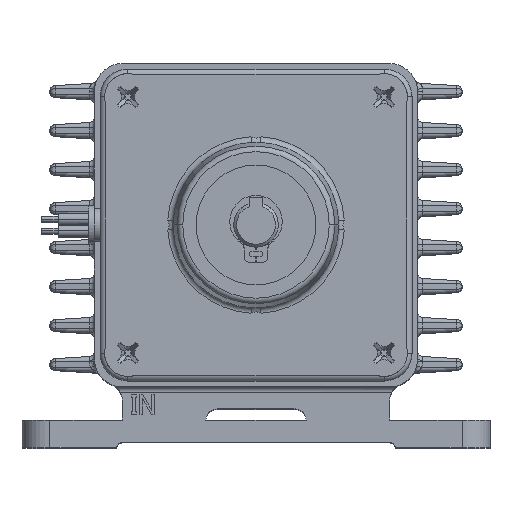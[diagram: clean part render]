
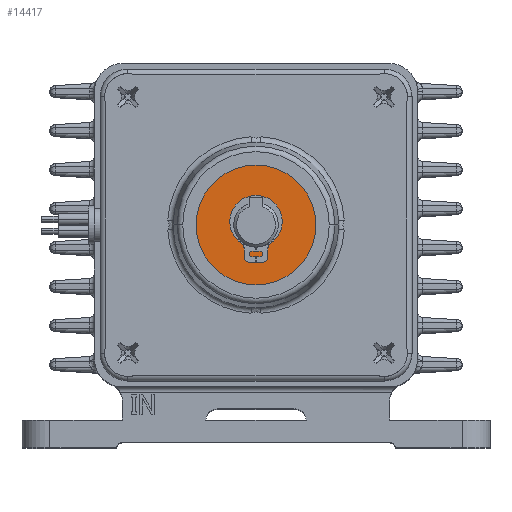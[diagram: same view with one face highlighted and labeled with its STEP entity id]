
A CAD part, top view. The second image highlights one B-rep face of the part: STEP entity #14417.
In plain terms, the highlighted planar face has unit normal (0, 0, 1).
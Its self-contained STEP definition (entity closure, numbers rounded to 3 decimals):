
#1787 = CIRCLE ( 'NONE', #17025, 4. ) ;
#2504 = CIRCLE ( 'NONE', #66334, 10.75 ) ;
#2701 = DIRECTION ( 'NONE',  ( 0., 0., 1. ) ) ;
#4355 = CARTESIAN_POINT ( 'NONE',  ( 0., 3., 8.95 ) ) ;
#4635 = EDGE_LOOP ( 'NONE', ( #30298, #43635 ) ) ;
#5644 = CARTESIAN_POINT ( 'NONE',  ( 0., -1., 8.95 ) ) ;
#8209 = FACE_OUTER_BOUND ( 'NONE', #4635, .T. ) ;
#9513 = DIRECTION ( 'NONE',  ( 1., 0., 0. ) ) ;
#12066 = AXIS2_PLACEMENT_3D ( 'NONE', #44447, #13497, #49621 ) ;
#13021 = PLANE ( 'NONE',  #32470 ) ;
#13497 = DIRECTION ( 'NONE',  ( 0., 0., 1. ) ) ;
#14417 = ADVANCED_FACE ( 'NONE', ( #61472, #8209 ), #13021, .T. ) ;
#16282 = VERTEX_POINT ( 'NONE', #5644 ) ;
#17025 = AXIS2_PLACEMENT_3D ( 'NONE', #22001, #58123, #27184 ) ;
#18793 = CARTESIAN_POINT ( 'NONE',  ( 10.75, 3., 8.95 ) ) ;
#21772 = DIRECTION ( 'NONE',  ( 0., 0., -1. ) ) ;
#22001 = CARTESIAN_POINT ( 'NONE',  ( 0., 3., 8.95 ) ) ;
#22697 = VERTEX_POINT ( 'NONE', #25850 ) ;
#23416 = DIRECTION ( 'NONE',  ( 0.864, 0.503, 0. ) ) ;
#25850 = CARTESIAN_POINT ( 'NONE',  ( -10.75, 3., 8.95 ) ) ;
#27184 = DIRECTION ( 'NONE',  ( 0.864, 0.503, 0. ) ) ;
#30298 = ORIENTED_EDGE ( 'NONE', *, *, #45056, .F. ) ;
#32470 = AXIS2_PLACEMENT_3D ( 'NONE', #54135, #2701, #23416 ) ;
#34250 = ORIENTED_EDGE ( 'NONE', *, *, #58587, .F. ) ;
#40464 = DIRECTION ( 'NONE',  ( 0., 0., -1. ) ) ;
#42294 = AXIS2_PLACEMENT_3D ( 'NONE', #4355, #40464, #9513 ) ;
#42913 = ORIENTED_EDGE ( 'NONE', *, *, #50388, .F. ) ;
#43635 = ORIENTED_EDGE ( 'NONE', *, *, #60154, .F. ) ;
#44447 = CARTESIAN_POINT ( 'NONE',  ( 0., 3., 8.95 ) ) ;
#45056 = EDGE_CURVE ( 'NONE', #60572, #22697, #50323, .T. ) ;
#49621 = DIRECTION ( 'NONE',  ( 0.864, 0.503, 0. ) ) ;
#49828 = EDGE_LOOP ( 'NONE', ( #34250, #42913 ) ) ;
#50323 = CIRCLE ( 'NONE', #42294, 10.75 ) ;
#50388 = EDGE_CURVE ( 'NONE', #16282, #65592, #53814, .T. ) ;
#51923 = CARTESIAN_POINT ( 'NONE',  ( 0., 7., 8.95 ) ) ;
#52709 = CARTESIAN_POINT ( 'NONE',  ( 0., 3., 8.95 ) ) ;
#53814 = CIRCLE ( 'NONE', #12066, 4. ) ;
#54135 = CARTESIAN_POINT ( 'NONE',  ( 0., 3., 8.95 ) ) ;
#57899 = DIRECTION ( 'NONE',  ( 1., 0., 0. ) ) ;
#58123 = DIRECTION ( 'NONE',  ( 0., 0., 1. ) ) ;
#58587 = EDGE_CURVE ( 'NONE', #65592, #16282, #1787, .T. ) ;
#60154 = EDGE_CURVE ( 'NONE', #22697, #60572, #2504, .T. ) ;
#60572 = VERTEX_POINT ( 'NONE', #18793 ) ;
#61472 = FACE_BOUND ( 'NONE', #49828, .T. ) ;
#65592 = VERTEX_POINT ( 'NONE', #51923 ) ;
#66334 = AXIS2_PLACEMENT_3D ( 'NONE', #52709, #21772, #57899 ) ;
